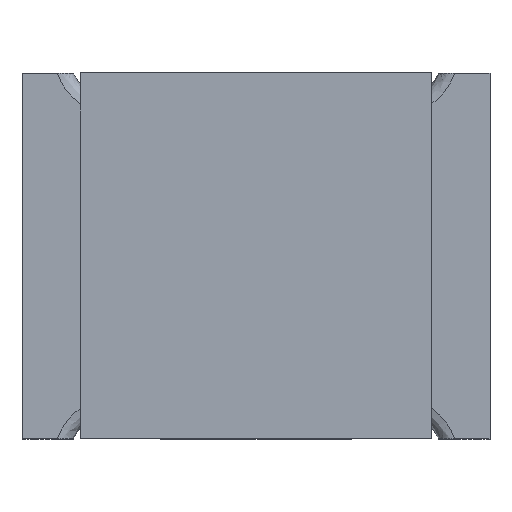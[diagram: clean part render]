
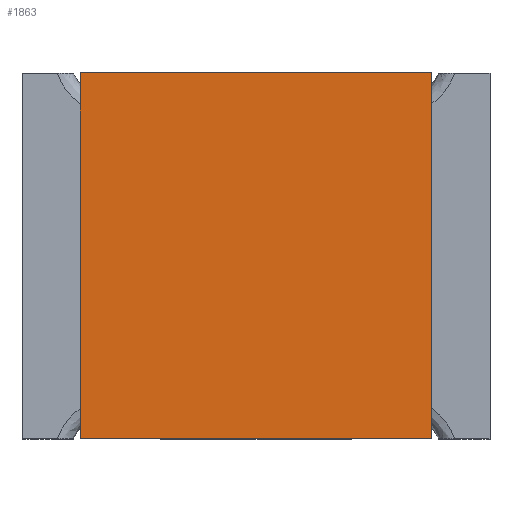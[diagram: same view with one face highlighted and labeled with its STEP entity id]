
A CAD part, top view. The second image highlights one B-rep face of the part: STEP entity #1863.
In plain terms, the highlighted planar face has unit normal (0, 0, 1).
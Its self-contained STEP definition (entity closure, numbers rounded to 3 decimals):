
#268 = CARTESIAN_POINT ( 'NONE',  ( 1.2, 1.25, 1.24 ) ) ;
#490 = DIRECTION ( 'NONE',  ( -1., 0., 0. ) ) ;
#804 = VERTEX_POINT ( 'NONE', #268 ) ;
#954 = DIRECTION ( 'NONE',  ( 0., 1., 0. ) ) ;
#1108 = EDGE_CURVE ( 'NONE', #3602, #8646, #7477, .T. ) ;
#1516 = VERTEX_POINT ( 'NONE', #4155 ) ;
#1665 = LINE ( 'NONE', #6410, #8081 ) ;
#1863 = ADVANCED_FACE ( 'NONE', ( #5051 ), #4820, .F. ) ;
#2044 = ORIENTED_EDGE ( 'NONE', *, *, #8215, .F. ) ;
#2096 = CARTESIAN_POINT ( 'NONE',  ( -1.2, -1.25, 1.24 ) ) ;
#2687 = LINE ( 'NONE', #4205, #9522 ) ;
#3464 = ORIENTED_EDGE ( 'NONE', *, *, #5847, .F. ) ;
#3602 = VERTEX_POINT ( 'NONE', #11145 ) ;
#3888 = DIRECTION ( 'NONE',  ( 0., -1., 0. ) ) ;
#4155 = CARTESIAN_POINT ( 'NONE',  ( 1.2, -1.25, 1.24 ) ) ;
#4205 = CARTESIAN_POINT ( 'NONE',  ( 1.2, -1.25, 1.24 ) ) ;
#4377 = ORIENTED_EDGE ( 'NONE', *, *, #9263, .F. ) ;
#4680 = ORIENTED_EDGE ( 'NONE', *, *, #1108, .F. ) ;
#4814 = EDGE_LOOP ( 'NONE', ( #3464, #4377, #4680, #2044 ) ) ;
#4820 = PLANE ( 'NONE',  #5318 ) ;
#5051 = FACE_OUTER_BOUND ( 'NONE', #4814, .T. ) ;
#5318 = AXIS2_PLACEMENT_3D ( 'NONE', #2096, #5716, #5841 ) ;
#5431 = CARTESIAN_POINT ( 'NONE',  ( -1.2, -1.25, 1.24 ) ) ;
#5716 = DIRECTION ( 'NONE',  ( 0., 0., -1. ) ) ;
#5783 = CARTESIAN_POINT ( 'NONE',  ( -1.2, 1.25, 1.24 ) ) ;
#5841 = DIRECTION ( 'NONE',  ( -1., 0., 0. ) ) ;
#5847 = EDGE_CURVE ( 'NONE', #804, #1516, #5950, .T. ) ;
#5950 = LINE ( 'NONE', #7467, #7667 ) ;
#6410 = CARTESIAN_POINT ( 'NONE',  ( -1.2, 1.25, 1.24 ) ) ;
#7467 = CARTESIAN_POINT ( 'NONE',  ( 1.2, 1.25, 1.24 ) ) ;
#7477 = LINE ( 'NONE', #5431, #9754 ) ;
#7667 = VECTOR ( 'NONE', #3888, 1000. ) ;
#8081 = VECTOR ( 'NONE', #11805, 1000. ) ;
#8215 = EDGE_CURVE ( 'NONE', #1516, #3602, #2687, .T. ) ;
#8646 = VERTEX_POINT ( 'NONE', #5783 ) ;
#9263 = EDGE_CURVE ( 'NONE', #8646, #804, #1665, .T. ) ;
#9522 = VECTOR ( 'NONE', #490, 1000. ) ;
#9754 = VECTOR ( 'NONE', #954, 1000. ) ;
#11145 = CARTESIAN_POINT ( 'NONE',  ( -1.2, -1.25, 1.24 ) ) ;
#11805 = DIRECTION ( 'NONE',  ( 1., 0., 0. ) ) ;
